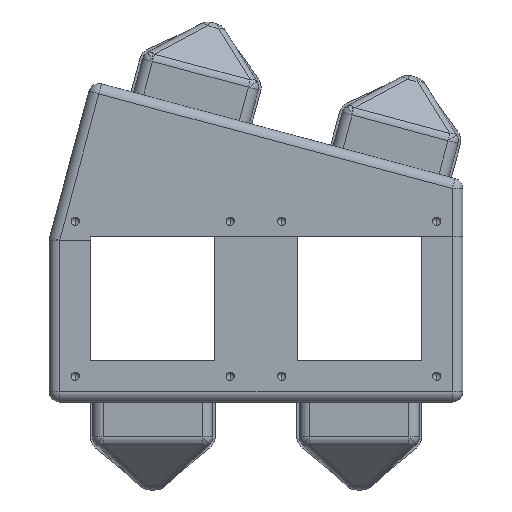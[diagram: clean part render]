
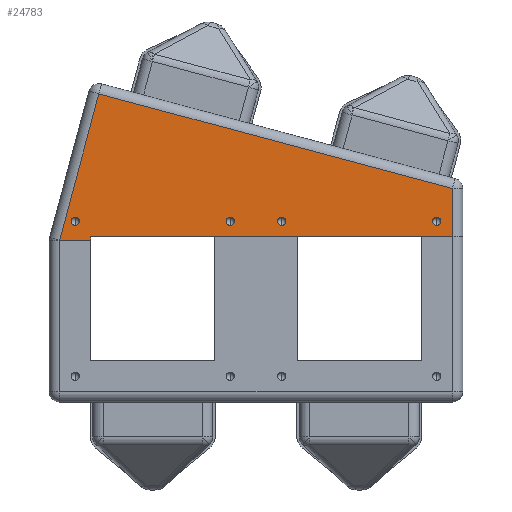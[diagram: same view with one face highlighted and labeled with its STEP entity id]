
A CAD part, left-side view. The second image highlights one B-rep face of the part: STEP entity #24783.
In plain terms, the highlighted planar face has unit normal (-1, 0, 0).
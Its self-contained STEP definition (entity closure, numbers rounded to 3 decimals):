
#4936 = CIRCLE ( 'NONE', #17956, 0.4 ) ;
#4937 = CIRCLE ( 'NONE', #17958, 0.4 ) ;
#4939 = CIRCLE ( 'NONE', #17960, 0.4 ) ;
#4941 = CIRCLE ( 'NONE', #17962, 0.4 ) ;
#5662 = CARTESIAN_POINT ( 'NONE',  ( 0., 1., 21.435 ) ) ;
#5665 = DIRECTION ( 'NONE',  ( 0., 0., 1. ) ) ;
#5671 = CARTESIAN_POINT ( 'NONE',  ( 0., 36.17, 30.091 ) ) ;
#5674 = DIRECTION ( 'NONE',  ( 0., 0.966, 0.259 ) ) ;
#5681 = CARTESIAN_POINT ( 'NONE',  ( 0., 39.034, 15.539 ) ) ;
#5683 = DIRECTION ( 'NONE',  ( 0., 0.259, -0.966 ) ) ;
#5893 = CARTESIAN_POINT ( 'NONE',  ( 0., 2.5, 17.5 ) ) ;
#5895 = DIRECTION ( 'NONE',  ( -1., 0., 0. ) ) ;
#5897 = DIRECTION ( 'NONE',  ( 0., 0., 1. ) ) ;
#5911 = CARTESIAN_POINT ( 'NONE',  ( 0., 17.5, 17.5 ) ) ;
#5912 = DIRECTION ( 'NONE',  ( -1., 0., 0. ) ) ;
#5913 = DIRECTION ( 'NONE',  ( 0., 0., 1. ) ) ;
#5923 = CARTESIAN_POINT ( 'NONE',  ( 0., 22.5, 17.5 ) ) ;
#5924 = DIRECTION ( 'NONE',  ( -1., 0., 0. ) ) ;
#5925 = DIRECTION ( 'NONE',  ( 0., 0., 1. ) ) ;
#5932 = CARTESIAN_POINT ( 'NONE',  ( 0., 37.5, 17.5 ) ) ;
#5933 = DIRECTION ( 'NONE',  ( -1., 0., 0. ) ) ;
#5934 = DIRECTION ( 'NONE',  ( 0., 0., 1. ) ) ;
#6033 = CARTESIAN_POINT ( 'NONE',  ( 0., 36., 16. ) ) ;
#6034 = DIRECTION ( 'NONE',  ( 0., 0., 1. ) ) ;
#7912 = LINE ( 'NONE', #9716, #7917 ) ;
#7917 = VECTOR ( 'NONE', #9717, 1000. ) ;
#8262 = LINE ( 'NONE', #5662, #8265 ) ;
#8265 = VECTOR ( 'NONE', #5665, 1000. ) ;
#8266 = LINE ( 'NONE', #5671, #8269 ) ;
#8269 = VECTOR ( 'NONE', #5674, 1000. ) ;
#8270 = LINE ( 'NONE', #5681, #8273 ) ;
#8273 = VECTOR ( 'NONE', #5683, 1000. ) ;
#8344 = CIRCLE ( 'NONE', #16853, 0.4 ) ;
#8355 = CIRCLE ( 'NONE', #16855, 0.4 ) ;
#8357 = CIRCLE ( 'NONE', #16858, 0.4 ) ;
#8369 = CIRCLE ( 'NONE', #16862, 0.4 ) ;
#8455 = LINE ( 'NONE', #6033, #8458 ) ;
#8458 = VECTOR ( 'NONE', #6034, 1000. ) ;
#9108 = CARTESIAN_POINT ( 'NONE',  ( 0., 36., 16. ) ) ;
#9116 = DIRECTION ( 'NONE',  ( 0., -1., 0. ) ) ;
#9716 = CARTESIAN_POINT ( 'NONE',  ( 0., 42.292, 15.667 ) ) ;
#9717 = DIRECTION ( 'NONE',  ( 0., -1., 0. ) ) ;
#10425 = VERTEX_POINT ( 'NONE', #19723 ) ;
#10449 = VERTEX_POINT ( 'NONE', #19735 ) ;
#10482 = VERTEX_POINT ( 'NONE', #19752 ) ;
#10494 = VERTEX_POINT ( 'NONE', #19758 ) ;
#10502 = VERTEX_POINT ( 'NONE', #19762 ) ;
#10558 = VERTEX_POINT ( 'NONE', #19790 ) ;
#10577 = VERTEX_POINT ( 'NONE', #19800 ) ;
#10672 = VERTEX_POINT ( 'NONE', #19854 ) ;
#13061 = EDGE_LOOP ( 'NONE', ( #26375, #13433 ) ) ;
#13062 = EDGE_LOOP ( 'NONE', ( #26327, #26376 ) ) ;
#13117 = ORIENTED_EDGE ( 'NONE', *, *, #15123, .T. ) ;
#13118 = ORIENTED_EDGE ( 'NONE', *, *, #15127, .T. ) ;
#13187 = EDGE_LOOP ( 'NONE', ( #26389, #26388 ) ) ;
#13209 = ORIENTED_EDGE ( 'NONE', *, *, #15125, .T. ) ;
#13210 = ORIENTED_EDGE ( 'NONE', *, *, #14774, .T. ) ;
#13301 = ORIENTED_EDGE ( 'NONE', *, *, #15275, .T. ) ;
#13402 = EDGE_LOOP ( 'NONE', ( #13434, #13301, #13210, #13117, #13209, #13118 ) ) ;
#13433 = ORIENTED_EDGE ( 'NONE', *, *, #15207, .F. ) ;
#13434 = ORIENTED_EDGE ( 'NONE', *, *, #15016, .T. ) ;
#13438 = EDGE_LOOP ( 'NONE', ( #26341, #26319 ) ) ;
#14687 = LINE ( 'NONE', #9108, #14693 ) ;
#14693 = VECTOR ( 'NONE', #9116, 1000. ) ;
#14774 = EDGE_CURVE ( 'NONE', #21727, #21676, #14687, .T. ) ;
#15016 = EDGE_CURVE ( 'NONE', #20753, #20750, #7912, .T. ) ;
#15123 = EDGE_CURVE ( 'NONE', #21676, #21418, #8262, .T. ) ;
#15125 = EDGE_CURVE ( 'NONE', #21418, #21623, #8266, .T. ) ;
#15127 = EDGE_CURVE ( 'NONE', #21623, #20753, #8270, .T. ) ;
#15184 = EDGE_CURVE ( 'NONE', #10482, #10449, #8344, .T. ) ;
#15193 = EDGE_CURVE ( 'NONE', #10558, #10502, #8355, .T. ) ;
#15202 = EDGE_CURVE ( 'NONE', #10577, #10672, #8357, .T. ) ;
#15207 = EDGE_CURVE ( 'NONE', #10425, #10494, #8369, .T. ) ;
#15275 = EDGE_CURVE ( 'NONE', #20750, #21727, #8455, .T. ) ;
#15535 = DIRECTION ( 'NONE',  ( -1., 0., 0. ) ) ;
#15541 = CARTESIAN_POINT ( 'NONE',  ( 0., 35.911, 31.057 ) ) ;
#15544 = PLANE ( 'NONE',  #18051 ) ;
#15547 = DIRECTION ( 'NONE',  ( 0., 0., 1. ) ) ;
#16380 = EDGE_CURVE ( 'NONE', #10494, #10425, #4936, .T. ) ;
#16382 = EDGE_CURVE ( 'NONE', #10672, #10577, #4937, .T. ) ;
#16384 = EDGE_CURVE ( 'NONE', #10502, #10558, #4939, .T. ) ;
#16386 = EDGE_CURVE ( 'NONE', #10449, #10482, #4941, .T. ) ;
#16853 = AXIS2_PLACEMENT_3D ( 'NONE', #5893, #5895, #5897 ) ;
#16855 = AXIS2_PLACEMENT_3D ( 'NONE', #5911, #5912, #5913 ) ;
#16858 = AXIS2_PLACEMENT_3D ( 'NONE', #5923, #5924, #5925 ) ;
#16862 = AXIS2_PLACEMENT_3D ( 'NONE', #5932, #5933, #5934 ) ;
#16939 = FACE_BOUND ( 'NONE', #13438, .T. ) ;
#16940 = FACE_OUTER_BOUND ( 'NONE', #13402, .T. ) ;
#16941 = FACE_BOUND ( 'NONE', #13187, .T. ) ;
#16942 = FACE_BOUND ( 'NONE', #13061, .T. ) ;
#16943 = FACE_BOUND ( 'NONE', #13062, .T. ) ;
#17956 = AXIS2_PLACEMENT_3D ( 'NONE', #20344, #20345, #20346 ) ;
#17958 = AXIS2_PLACEMENT_3D ( 'NONE', #20350, #20351, #20352 ) ;
#17960 = AXIS2_PLACEMENT_3D ( 'NONE', #20356, #20357, #20358 ) ;
#17962 = AXIS2_PLACEMENT_3D ( 'NONE', #20362, #20363, #20364 ) ;
#18051 = AXIS2_PLACEMENT_3D ( 'NONE', #15541, #15535, #15547 ) ;
#19723 = CARTESIAN_POINT ( 'NONE',  ( 0., 37.5, 17.1 ) ) ;
#19735 = CARTESIAN_POINT ( 'NONE',  ( 0., 2.5, 17.9 ) ) ;
#19752 = CARTESIAN_POINT ( 'NONE',  ( 0., 2.5, 17.1 ) ) ;
#19758 = CARTESIAN_POINT ( 'NONE',  ( 0., 37.5, 17.9 ) ) ;
#19762 = CARTESIAN_POINT ( 'NONE',  ( 0., 17.5, 17.9 ) ) ;
#19790 = CARTESIAN_POINT ( 'NONE',  ( 0., 17.5, 17.1 ) ) ;
#19800 = CARTESIAN_POINT ( 'NONE',  ( 0., 22.5, 17.1 ) ) ;
#19854 = CARTESIAN_POINT ( 'NONE',  ( 0., 22.5, 17.9 ) ) ;
#20344 = CARTESIAN_POINT ( 'NONE',  ( 0., 37.5, 17.5 ) ) ;
#20345 = DIRECTION ( 'NONE',  ( -1., 0., 0. ) ) ;
#20346 = DIRECTION ( 'NONE',  ( 0., 0., 1. ) ) ;
#20350 = CARTESIAN_POINT ( 'NONE',  ( 0., 22.5, 17.5 ) ) ;
#20351 = DIRECTION ( 'NONE',  ( -1., 0., 0. ) ) ;
#20352 = DIRECTION ( 'NONE',  ( 0., 0., 1. ) ) ;
#20356 = CARTESIAN_POINT ( 'NONE',  ( 0., 17.5, 17.5 ) ) ;
#20357 = DIRECTION ( 'NONE',  ( -1., 0., 0. ) ) ;
#20358 = DIRECTION ( 'NONE',  ( 0., 0., 1. ) ) ;
#20362 = CARTESIAN_POINT ( 'NONE',  ( 0., 2.5, 17.5 ) ) ;
#20363 = DIRECTION ( 'NONE',  ( -1., 0., 0. ) ) ;
#20364 = DIRECTION ( 'NONE',  ( 0., 0., 1. ) ) ;
#20750 = VERTEX_POINT ( 'NONE', #21924 ) ;
#20753 = VERTEX_POINT ( 'NONE', #21927 ) ;
#21418 = VERTEX_POINT ( 'NONE', #24265 ) ;
#21623 = VERTEX_POINT ( 'NONE', #24509 ) ;
#21676 = VERTEX_POINT ( 'NONE', #24562 ) ;
#21727 = VERTEX_POINT ( 'NONE', #24620 ) ;
#21924 = CARTESIAN_POINT ( 'NONE',  ( 0., 36., 15.667 ) ) ;
#21927 = CARTESIAN_POINT ( 'NONE',  ( 0., 39., 15.667 ) ) ;
#24265 = CARTESIAN_POINT ( 'NONE',  ( 0., 1., 20.668 ) ) ;
#24509 = CARTESIAN_POINT ( 'NONE',  ( 0., 35.204, 29.833 ) ) ;
#24562 = CARTESIAN_POINT ( 'NONE',  ( 0., 1., 16. ) ) ;
#24620 = CARTESIAN_POINT ( 'NONE',  ( 0., 36., 16. ) ) ;
#24783 = ADVANCED_FACE ( 'NONE', ( #16939, #16943, #16941, #16942, #16940 ), #15544, .T. ) ;
#26319 = ORIENTED_EDGE ( 'NONE', *, *, #15184, .F. ) ;
#26327 = ORIENTED_EDGE ( 'NONE', *, *, #16384, .F. ) ;
#26341 = ORIENTED_EDGE ( 'NONE', *, *, #16386, .F. ) ;
#26375 = ORIENTED_EDGE ( 'NONE', *, *, #16380, .F. ) ;
#26376 = ORIENTED_EDGE ( 'NONE', *, *, #15193, .F. ) ;
#26388 = ORIENTED_EDGE ( 'NONE', *, *, #15202, .F. ) ;
#26389 = ORIENTED_EDGE ( 'NONE', *, *, #16382, .F. ) ;
